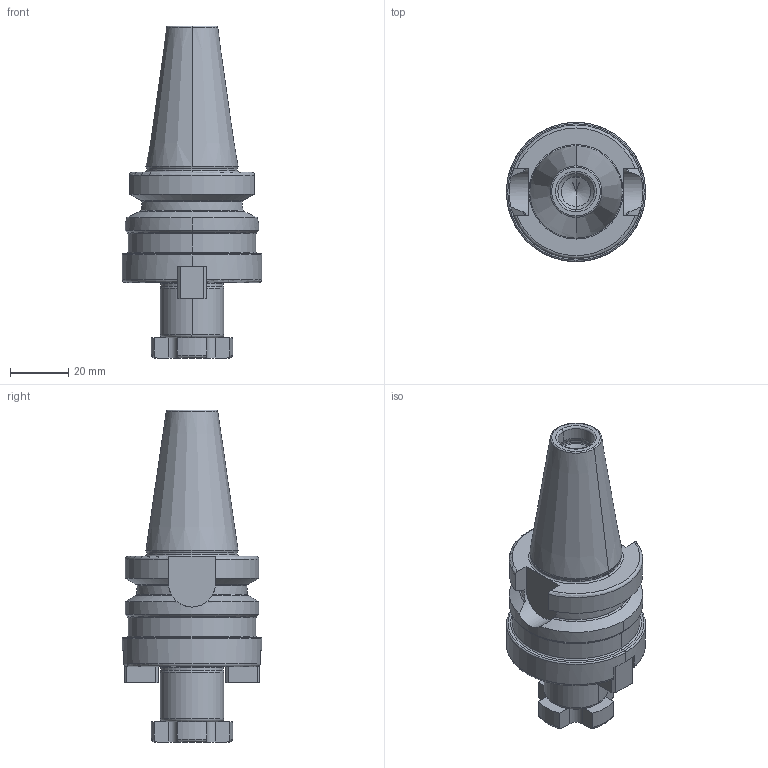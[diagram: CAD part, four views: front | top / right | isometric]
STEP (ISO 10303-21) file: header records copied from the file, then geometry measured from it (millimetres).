
FILE_DESCRIPTION((''),'2;1');
FILE_NAME('305_11_22','2020-07-16T',('101107'),(''),'CREO PARAMETRIC BY PTC INC, 2015290','CREO PARAMETRIC BY PTC INC, 2015290','');
FILE_SCHEMA(('CONFIG_CONTROL_DESIGN'));
Length unit declared in the file: millimetre
Products named in the file (1): 305_11_22
Bounding box: 48 x 48 x 114.4 mm (x, y, z)
Volume: 90098.7 mm3; surface area: 19360.9 mm2
Topology: 1 solids, 7 shells, 222 faces, 522 edges, 321 vertices
Faces by surface type: plane 84, cylinder 62, torus 40, cone 36
Entity records: 6596 total; most frequent: CARTESIAN_POINT 1368, DIRECTION 1152, ORIENTED_EDGE 1040, EDGE_CURVE 520, AXIS2_PLACEMENT_3D 453, VERTEX_POINT 321, VECTOR 246, LINE 246
